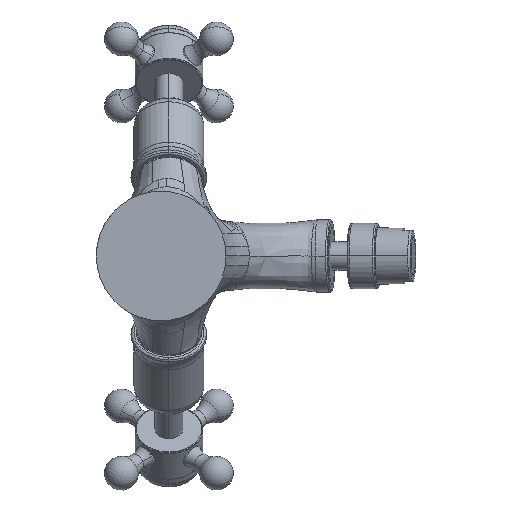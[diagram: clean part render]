
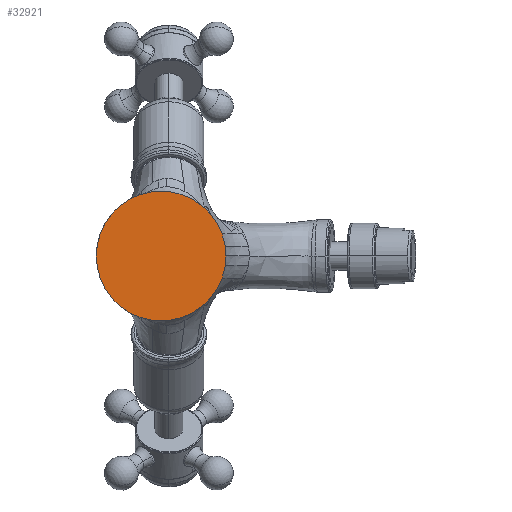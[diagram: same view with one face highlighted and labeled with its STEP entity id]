
A CAD part, front view. The second image highlights one B-rep face of the part: STEP entity #32921.
In plain terms, the highlighted planar face has unit normal (0, -1, 0).
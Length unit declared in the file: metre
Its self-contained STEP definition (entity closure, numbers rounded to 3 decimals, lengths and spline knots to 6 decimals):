
#22024=CARTESIAN_POINT('',(0.,0.,0.));
#22025=DIRECTION('',(0.,-1.,0.));
#22026=DIRECTION('',(0.,0.,-1.));
#22027=AXIS2_PLACEMENT_3D('',#22024,#22025,#22026);
#22029=CARTESIAN_POINT('',(0.,0.,0.));
#22030=DIRECTION('',(0.,-1.,0.));
#22031=DIRECTION('',(0.,0.,1.));
#22032=AXIS2_PLACEMENT_3D('',#22029,#22030,#22031);
#22312=CARTESIAN_POINT('',(0.,0.,-0.02775));
#22314=VERTEX_POINT('',#22312);
#22316=CARTESIAN_POINT('',(0.,0.,0.02775));
#22318=VERTEX_POINT('',#22316);
#32912=CARTESIAN_POINT('',(0.,0.,0.02775));
#32913=DIRECTION('',(0.,-1.,0.));
#32914=DIRECTION('',(0.,0.,-1.));
#32915=AXIS2_PLACEMENT_3D('',#32912,#32913,#32914);
#32916=PLANE('',#32915);
#32917=ORIENTED_EDGE('',*,*,#32876,.F.);
#32918=ORIENTED_EDGE('',*,*,#32891,.F.);
#32919=EDGE_LOOP('',(#32917,#32918));
#32920=FACE_OUTER_BOUND('',#32919,.F.);
#32921=ADVANCED_FACE('',(#32920),#32916,.T.);
#22028=CIRCLE('',#22027,0.02775);
#22033=CIRCLE('',#22032,0.02775);
#32876=EDGE_CURVE('',#22314,#22318,#22028,.T.);
#32891=EDGE_CURVE('',#22318,#22314,#22033,.T.);
